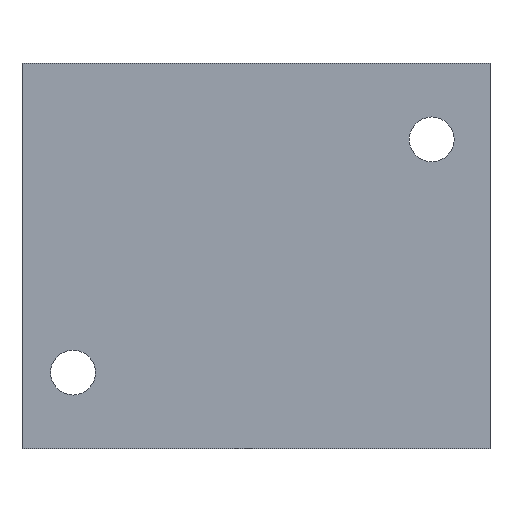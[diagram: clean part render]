
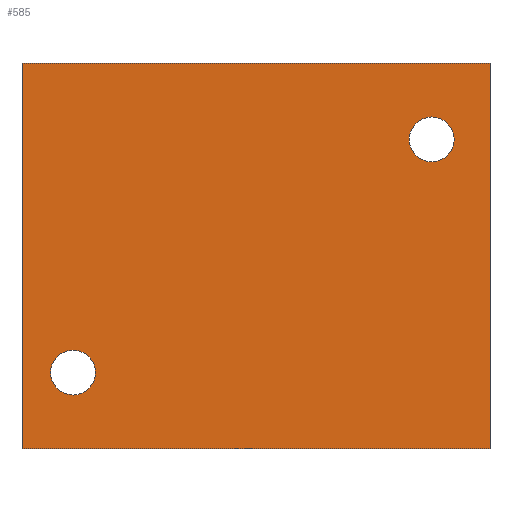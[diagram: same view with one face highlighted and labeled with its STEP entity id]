
A CAD part, front view. The second image highlights one B-rep face of the part: STEP entity #585.
In plain terms, the highlighted planar face has unit normal (0, -1, 0).
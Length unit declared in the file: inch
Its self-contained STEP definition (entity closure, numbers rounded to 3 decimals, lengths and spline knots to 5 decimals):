
#53 = CARTESIAN_POINT ( 'NONE',  ( 0., -0.86614, 0.8465 ) ) ;
#73 = VERTEX_POINT ( 'NONE', #4032 ) ;
#271 = CARTESIAN_POINT ( 'NONE',  ( -0.7874, -0.86614, -0.51181 ) ) ;
#435 = VERTEX_POINT ( 'NONE', #5318 ) ;
#492 = AXIS2_PLACEMENT_3D ( 'NONE', #5261, #896, #4827 ) ;
#546 = DIRECTION ( 'NONE',  ( 0., 1., 0. ) ) ;
#585 = ADVANCED_FACE ( 'NONE', ( #1810, #2642, #1311 ), #1365, .F. ) ;
#592 = ORIENTED_EDGE ( 'NONE', *, *, #5574, .T. ) ;
#701 = ORIENTED_EDGE ( 'NONE', *, *, #4285, .T. ) ;
#841 = VERTEX_POINT ( 'NONE', #1247 ) ;
#874 = ORIENTED_EDGE ( 'NONE', *, *, #4151, .T. ) ;
#896 = DIRECTION ( 'NONE',  ( 0., 1., 0. ) ) ;
#1073 = DIRECTION ( 'NONE',  ( 0., 0., -1. ) ) ;
#1190 = VERTEX_POINT ( 'NONE', #4557 ) ;
#1247 = CARTESIAN_POINT ( 'NONE',  ( 0.7874, -0.86614, 0.41331 ) ) ;
#1276 = VERTEX_POINT ( 'NONE', #1641 ) ;
#1311 = FACE_OUTER_BOUND ( 'NONE', #3879, .T. ) ;
#1357 = LINE ( 'NONE', #5385, #1424 ) ;
#1365 = PLANE ( 'NONE',  #4015 ) ;
#1376 = DIRECTION ( 'NONE',  ( -1., 0., 0. ) ) ;
#1398 = CARTESIAN_POINT ( 'NONE',  ( 0.7874, -0.86614, 0.51181 ) ) ;
#1424 = VECTOR ( 'NONE', #5301, 39.37008 ) ;
#1455 = LINE ( 'NONE', #3737, #5613 ) ;
#1524 = VECTOR ( 'NONE', #4288, 39.37008 ) ;
#1641 = CARTESIAN_POINT ( 'NONE',  ( -0.7874, -0.86614, -0.41331 ) ) ;
#1683 = VECTOR ( 'NONE', #1376, 39.37008 ) ;
#1698 = EDGE_LOOP ( 'NONE', ( #874, #5291 ) ) ;
#1804 = ORIENTED_EDGE ( 'NONE', *, *, #4997, .F. ) ;
#1810 = FACE_BOUND ( 'NONE', #4620, .T. ) ;
#1861 = ORIENTED_EDGE ( 'NONE', *, *, #5099, .F. ) ;
#1862 = DIRECTION ( 'NONE',  ( 0., 1., 0. ) ) ;
#1906 = CIRCLE ( 'NONE', #4111, 0.0985 ) ;
#1986 = DIRECTION ( 'NONE',  ( 0., 0., 1. ) ) ;
#2256 = LINE ( 'NONE', #53, #1683 ) ;
#2301 = DIRECTION ( 'NONE',  ( 0., 0., -1. ) ) ;
#2337 = CARTESIAN_POINT ( 'NONE',  ( -0.7874, -0.86614, -0.61031 ) ) ;
#2536 = CARTESIAN_POINT ( 'NONE',  ( 0.7874, -0.86614, 0.51181 ) ) ;
#2610 = AXIS2_PLACEMENT_3D ( 'NONE', #271, #3333, #5109 ) ;
#2617 = CARTESIAN_POINT ( 'NONE',  ( 0., -0.86614, 0.8465 ) ) ;
#2618 = VERTEX_POINT ( 'NONE', #2337 ) ;
#2642 = FACE_BOUND ( 'NONE', #1698, .T. ) ;
#2804 = EDGE_CURVE ( 'NONE', #841, #435, #2963, .T. ) ;
#2808 = DIRECTION ( 'NONE',  ( 0., 0., 1. ) ) ;
#2890 = CIRCLE ( 'NONE', #2610, 0.0985 ) ;
#2963 = CIRCLE ( 'NONE', #3325, 0.0985 ) ;
#2972 = CIRCLE ( 'NONE', #492, 0.0985 ) ;
#2974 = CARTESIAN_POINT ( 'NONE',  ( 0., -0.86614, -0.8465 ) ) ;
#3047 = ORIENTED_EDGE ( 'NONE', *, *, #4419, .T. ) ;
#3278 = DIRECTION ( 'NONE',  ( 0., 1., 0. ) ) ;
#3325 = AXIS2_PLACEMENT_3D ( 'NONE', #1398, #546, #2301 ) ;
#3333 = DIRECTION ( 'NONE',  ( 0., 1., 0. ) ) ;
#3737 = CARTESIAN_POINT ( 'NONE',  ( 1.0433, -0.86614, -1.12433 ) ) ;
#3759 = EDGE_CURVE ( 'NONE', #2618, #1276, #2890, .T. ) ;
#3879 = EDGE_LOOP ( 'NONE', ( #1804, #1861, #3047, #701 ) ) ;
#4015 = AXIS2_PLACEMENT_3D ( 'NONE', #2617, #1862, #2808 ) ;
#4027 = ORIENTED_EDGE ( 'NONE', *, *, #2804, .T. ) ;
#4032 = CARTESIAN_POINT ( 'NONE',  ( -1.0115, -0.86614, 0.8465 ) ) ;
#4111 = AXIS2_PLACEMENT_3D ( 'NONE', #2536, #3278, #1073 ) ;
#4151 = EDGE_CURVE ( 'NONE', #1276, #2618, #2972, .T. ) ;
#4285 = EDGE_CURVE ( 'NONE', #5048, #73, #2256, .T. ) ;
#4288 = DIRECTION ( 'NONE',  ( -1., 0., 0. ) ) ;
#4419 = EDGE_CURVE ( 'NONE', #4427, #5048, #1455, .T. ) ;
#4427 = VERTEX_POINT ( 'NONE', #4943 ) ;
#4557 = CARTESIAN_POINT ( 'NONE',  ( -1.0115, -0.86614, -0.8465 ) ) ;
#4620 = EDGE_LOOP ( 'NONE', ( #592, #4027 ) ) ;
#4699 = LINE ( 'NONE', #2974, #1524 ) ;
#4827 = DIRECTION ( 'NONE',  ( 0., 0., 1. ) ) ;
#4943 = CARTESIAN_POINT ( 'NONE',  ( 1.0433, -0.86614, -0.8465 ) ) ;
#4948 = CARTESIAN_POINT ( 'NONE',  ( 1.0433, -0.86614, 0.8465 ) ) ;
#4997 = EDGE_CURVE ( 'NONE', #1190, #73, #1357, .T. ) ;
#5048 = VERTEX_POINT ( 'NONE', #4948 ) ;
#5099 = EDGE_CURVE ( 'NONE', #4427, #1190, #4699, .T. ) ;
#5109 = DIRECTION ( 'NONE',  ( 0., 0., 1. ) ) ;
#5261 = CARTESIAN_POINT ( 'NONE',  ( -0.7874, -0.86614, -0.51181 ) ) ;
#5291 = ORIENTED_EDGE ( 'NONE', *, *, #3759, .T. ) ;
#5301 = DIRECTION ( 'NONE',  ( 0., 0., 1. ) ) ;
#5318 = CARTESIAN_POINT ( 'NONE',  ( 0.7874, -0.86614, 0.61031 ) ) ;
#5385 = CARTESIAN_POINT ( 'NONE',  ( -1.0115, -0.86614, -0.8465 ) ) ;
#5574 = EDGE_CURVE ( 'NONE', #435, #841, #1906, .T. ) ;
#5613 = VECTOR ( 'NONE', #1986, 39.37008 ) ;
